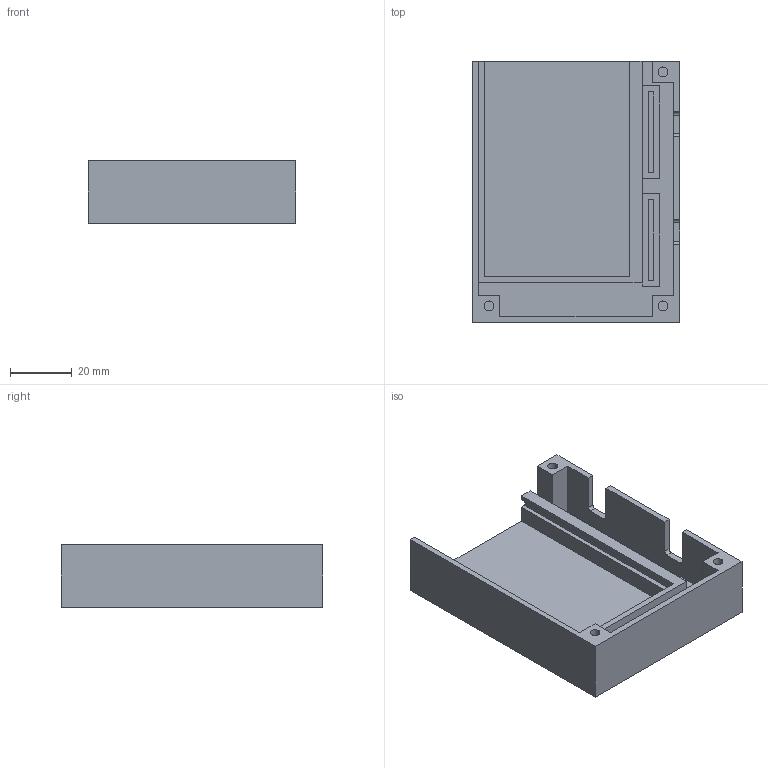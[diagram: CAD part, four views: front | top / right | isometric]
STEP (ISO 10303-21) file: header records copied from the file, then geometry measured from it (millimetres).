
FILE_DESCRIPTION (( 'STEP AP214' ), '1' );
FILE_NAME ('interrupter_box_bottom.STEP', '2024-12-05T00:00:02', ( '' ), ( '' ), 'SwSTEP 2.0', 'SolidWorks 2024', '' );
FILE_SCHEMA (( 'AUTOMOTIVE_DESIGN' ));
Length unit declared in the file: millimetre
Products named in the file (1): interrupter_box_bottom
Bounding box: 67.5 x 85 x 20.2 mm (x, y, z)
Volume: 27107.9 mm3; surface area: 24189 mm2
Topology: 1 solids, 1 shells, 71 faces, 191 edges, 127 vertices
Faces by surface type: plane 61, cylinder 10
Entity records: 2220 total; most frequent: CARTESIAN_POINT 390, ORIENTED_EDGE 382, DIRECTION 355, EDGE_CURVE 191, LINE 171, VECTOR 171, VERTEX_POINT 127, AXIS2_PLACEMENT_3D 92
